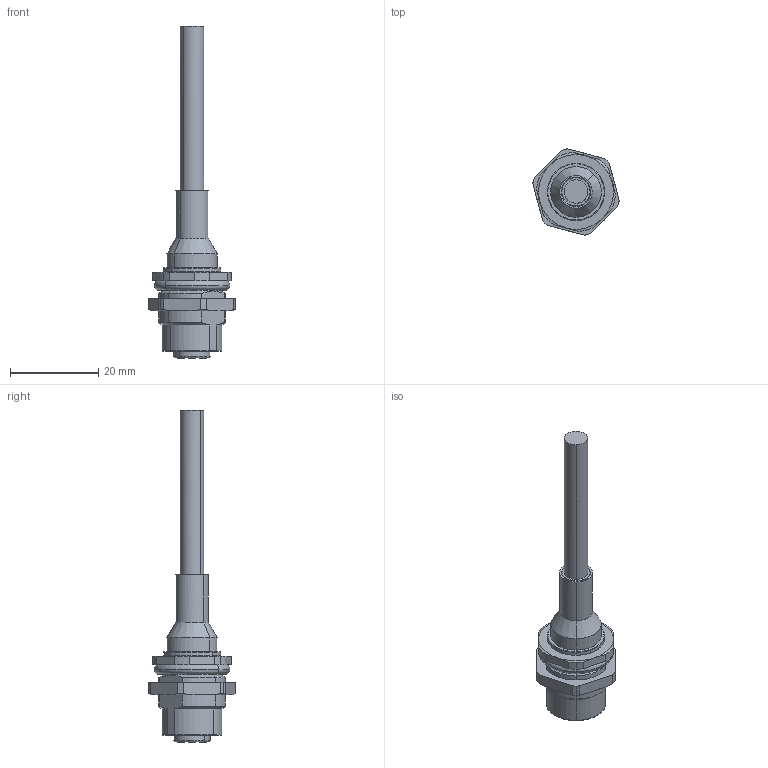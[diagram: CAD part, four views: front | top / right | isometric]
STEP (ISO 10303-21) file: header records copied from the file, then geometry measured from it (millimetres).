
FILE_DESCRIPTION(('CATIA V5 STEP Exchange','CAx-IF Rec.Pracs.--- Model Styling and Organization---1.5--- 2016-08-15','CAx-IF Rec.Pracs.---Supplemental Geometry---1.0---2011-11-01','CAx-IF Rec.Pracs.--- Composite Materials ---1.1---2010-07-15'),'2;1');
FILE_NAME ('123767-2_0', '2025-11-13T05:16:12+00:00', ('none'), ('Weidmueller'), 'CATIA Version 5-6 Release 2024 SP4', 'CATIA V5 STEP AP214 v3', 'none');
FILE_SCHEMA(('AUTOMOTIVE_DESIGN { 1 0 10303 214 1 1 1 1 }'));
Length unit declared in the file: millimetre
Products named in the file (1): 1436710100
Bounding box: 19.64 x 19.64 x 75.43 mm (x, y, z)
Volume: 5190.3 mm3; surface area: 3368.2 mm2
Topology: 1 solids, 1 shells, 191 faces, 465 edges, 283 vertices
Faces by surface type: cylinder 76, plane 49, cone 42, torus 20, sphere 4
Entity records: 5967 total; most frequent: CARTESIAN_POINT 1627, ORIENTED_EDGE 922, DIRECTION 746, EDGE_CURVE 461, AXIS2_PLACEMENT_3D 366, VERTEX_POINT 283, EDGE_LOOP 206, VECTOR 196
